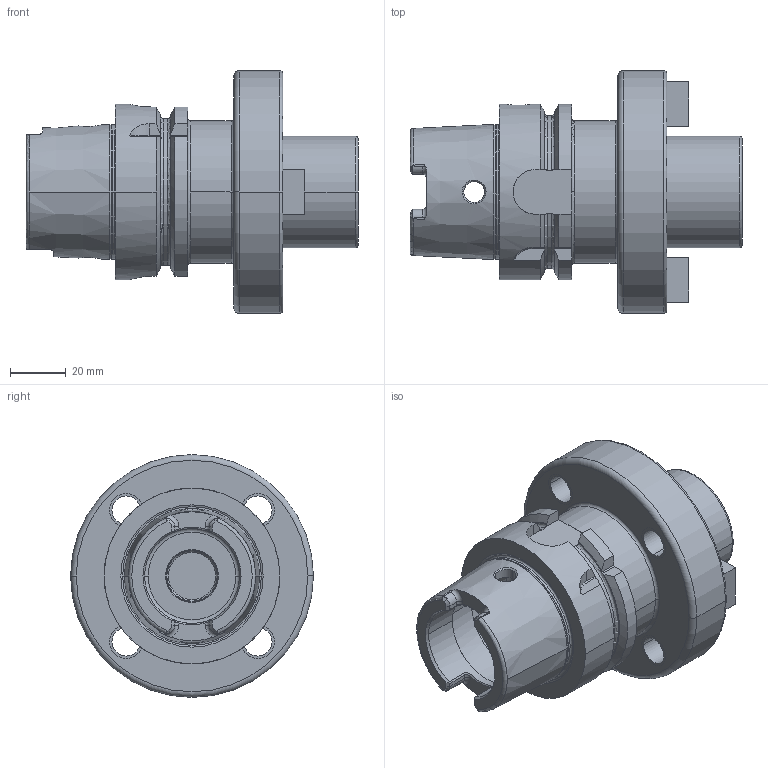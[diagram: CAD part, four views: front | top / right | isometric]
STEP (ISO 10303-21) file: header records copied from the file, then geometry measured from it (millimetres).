
FILE_DESCRIPTION((''),'2;1');
FILE_NAME('A63-050-40','2011-09-13T',('mei'),(''),'PRO/ENGINEER BY PARAMETRIC TECHNOLOGY CORPORATION, 2010430','PRO/ENGINEER BY PARAMETRIC TECHNOLOGY CORPORATION, 2010430','');
FILE_SCHEMA(('CONFIG_CONTROL_DESIGN'));
Length unit declared in the file: millimetre
Products named in the file (1): A63-050-40
Bounding box: 119 x 87 x 87 mm (x, y, z)
Volume: 240262.8 mm3; surface area: 50627.4 mm2
Topology: 1 solids, 7 shells, 214 faces, 549 edges, 341 vertices
Faces by surface type: plane 70, cylinder 70, torus 34, cone 30, bspline 8, extrusion 2
Entity records: 7710 total; most frequent: CARTESIAN_POINT 2553, ORIENTED_EDGE 1070, DIRECTION 1060, EDGE_CURVE 547, AXIS2_PLACEMENT_3D 419, VERTEX_POINT 341, EDGE_LOOP 232, VECTOR 222
